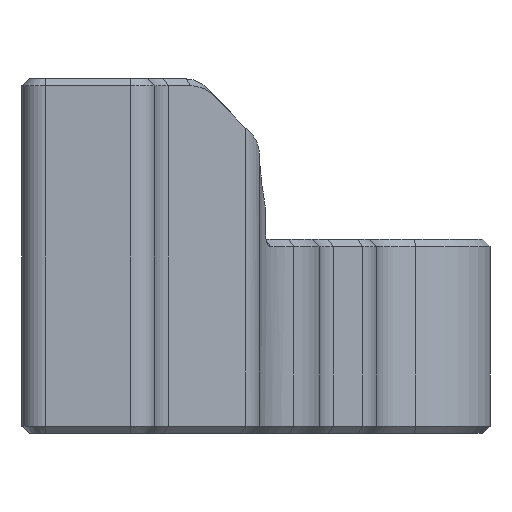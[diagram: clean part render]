
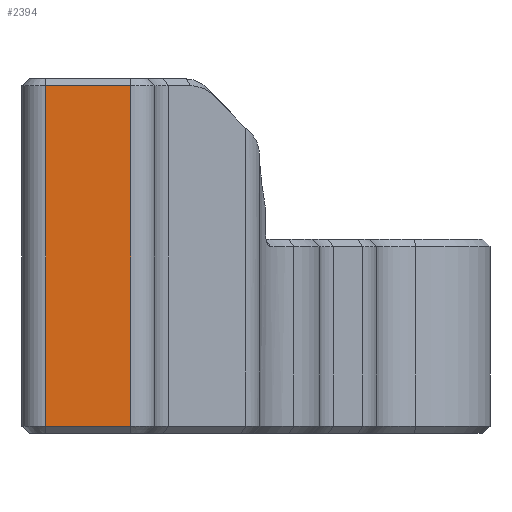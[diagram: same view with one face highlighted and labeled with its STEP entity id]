
A CAD part, left-side view. The second image highlights one B-rep face of the part: STEP entity #2394.
In plain terms, the highlighted planar face has unit normal (-1, 0, 0).
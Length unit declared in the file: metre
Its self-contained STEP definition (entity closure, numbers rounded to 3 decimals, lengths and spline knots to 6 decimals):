
#326=LINE('',#4563,#494);
#327=LINE('',#4566,#495);
#328=LINE('',#4568,#496);
#329=LINE('',#4570,#497);
#494=VECTOR('',#3228,1.);
#495=VECTOR('',#3229,1.);
#496=VECTOR('',#3230,1.);
#497=VECTOR('',#3231,1.);
#1045=ORIENTED_EDGE('',*,*,#1495,.T.);
#1046=ORIENTED_EDGE('',*,*,#1496,.T.);
#1047=ORIENTED_EDGE('',*,*,#1497,.T.);
#1048=ORIENTED_EDGE('',*,*,#1498,.T.);
#1495=EDGE_CURVE('',#1733,#1734,#326,.F.);
#1496=EDGE_CURVE('',#1734,#1735,#327,.T.);
#1497=EDGE_CURVE('',#1735,#1736,#328,.T.);
#1498=EDGE_CURVE('',#1736,#1733,#329,.T.);
#1733=VERTEX_POINT('',#4564);
#1734=VERTEX_POINT('',#4565);
#1735=VERTEX_POINT('',#4567);
#1736=VERTEX_POINT('',#4569);
#1990=EDGE_LOOP('',(#1045,#1046,#1047,#1048));
#2172=FACE_BOUND('',#1990,.T.);
#2268=PLANE('',#2643);
#2394=ADVANCED_FACE('',(#2172),#2268,.F.);
#2643=AXIS2_PLACEMENT_3D('',#4562,#3226,#3227);
#3226=DIRECTION('',(1.,0.,0.));
#3227=DIRECTION('',(0.,0.,-1.));
#3228=DIRECTION('',(0.,0.,1.));
#3229=DIRECTION('',(0.,-1.,0.));
#3230=DIRECTION('',(0.,0.,1.));
#3231=DIRECTION('',(0.,1.,0.));
#4562=CARTESIAN_POINT('',(-0.0304,0.010525,-0.001326));
#4563=CARTESIAN_POINT('',(-0.0304,0.009525,-0.001326));
#4564=CARTESIAN_POINT('',(-0.0304,0.009525,0.0147));
#4565=CARTESIAN_POINT('',(-0.0304,0.009525,0.0003));
#4566=CARTESIAN_POINT('',(-0.0304,0.010525,0.0003));
#4567=CARTESIAN_POINT('',(-0.0304,0.005925,0.0003));
#4568=CARTESIAN_POINT('',(-0.0304,0.005925,-0.001326));
#4569=CARTESIAN_POINT('',(-0.0304,0.005925,0.0147));
#4570=CARTESIAN_POINT('',(-0.0304,0.009525,0.0147));
